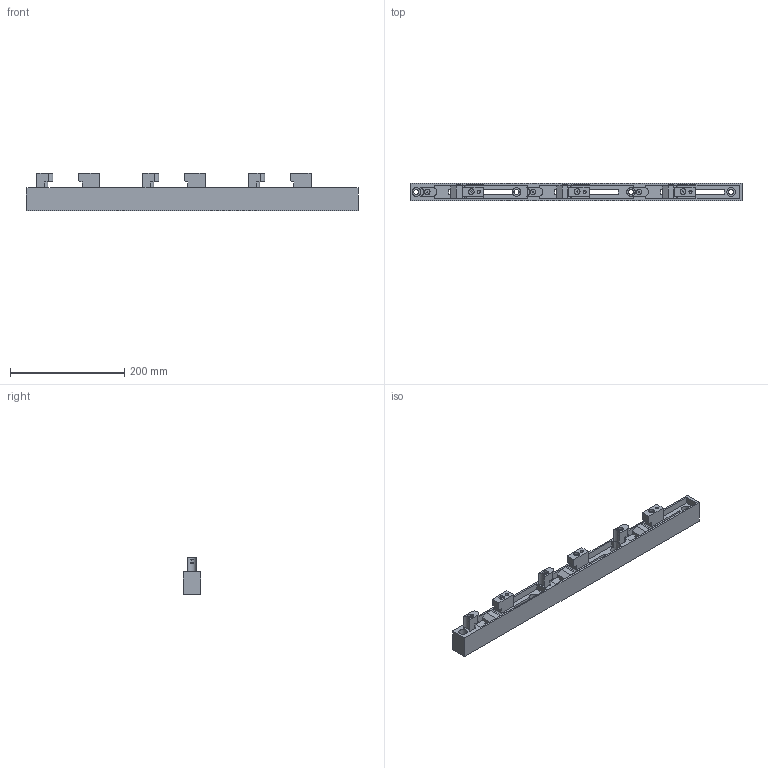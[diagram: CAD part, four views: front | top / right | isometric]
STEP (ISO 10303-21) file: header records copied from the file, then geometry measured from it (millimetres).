
FILE_DESCRIPTION((''),'2;1');
FILE_NAME('01230000.stp','2008-02-11T19:42:51',('Hubert Lenker'),(''),'Autodesk Inventor 10','Autodesk Inventor 10','');
FILE_SCHEMA(('AUTOMOTIVE_DESIGN { 1 0 10303 214 1 1 1 1 }'));
Length unit declared in the file: millimetre
Products named in the file (5): 01230000; 79297000; 79298000; 80040000; 79299000
Assembly tree (13 placements, depth 2):
  01230000
    79297000
    79298000  x3
    80040000  x6
    79299000  x3
Bounding box: 580 x 30 x 65.1 mm (x, y, z)
Volume: 482609.8 mm3; surface area: 163806.3 mm2
Topology: 13 solids, 13 shells, 269 faces, 667 edges, 443 vertices
Faces by surface type: plane 212, cylinder 30, bspline 27
Full cylindrical faces by diameter (mm): 6 x9, 10 x9
Entity records: 3658 total; most frequent: CARTESIAN_POINT 802, DIRECTION 539, ORIENTED_EDGE 532, EDGE_CURVE 266, VECTOR 223, LINE 223, VERTEX_POINT 185, AXIS2_PLACEMENT_3D 158
